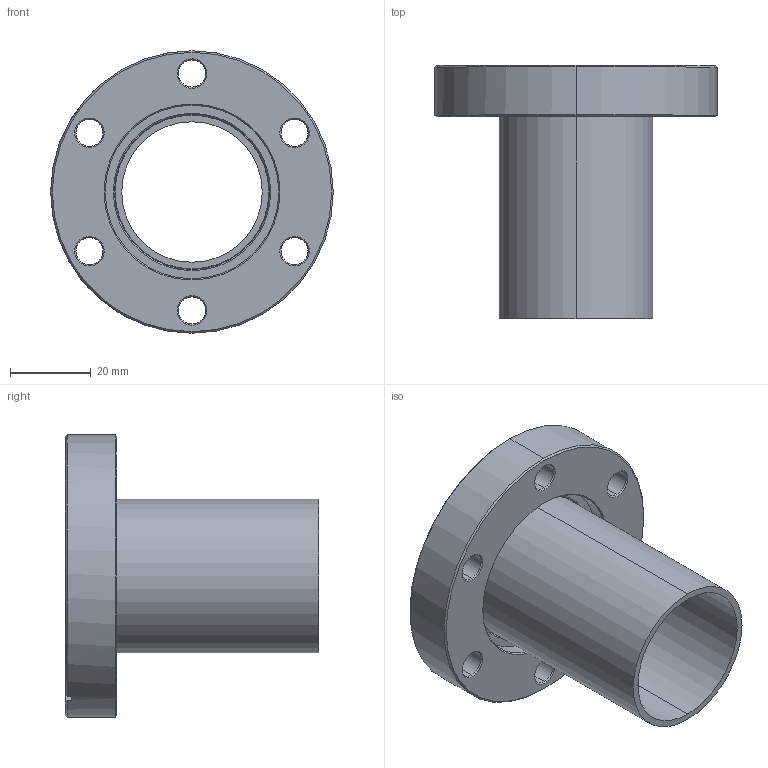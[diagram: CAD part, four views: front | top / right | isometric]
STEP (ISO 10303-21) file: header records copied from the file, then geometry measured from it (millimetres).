
FILE_DESCRIPTION (( 'STEP AP214' ), '1' );
FILE_NAME ('Hositrad_FO35-38R-HalfNipple.STEP', '2014-10-24T09:09:21', ( '' ), ( '' ), 'SwSTEP 2.0', 'SolidWorks 2014', '' );
FILE_SCHEMA (( 'AUTOMOTIVE_DESIGN' ));
Length unit declared in the file: millimetre
Products named in the file (3): Tube38.1-All_L62,7-5,3; NW35CFR-Weld-38.1; Hositrad_FO35-38R-HalfNipple
Assembly tree (2 placements, depth 2):
  Hositrad_FO35-38R-HalfNipple
    NW35CFR-Weld-38.1
    Tube38.1-All_L62,7-5,3
Bounding box: 70 x 62.7 x 70 mm (x, y, z)
Volume: 40861.7 mm3; surface area: 27654.8 mm2
Topology: 3 solids, 3 shells, 78 faces, 175 edges, 104 vertices
Faces by surface type: cone 39, cylinder 28, plane 11
Entity records: 2331 total; most frequent: DIRECTION 438, CARTESIAN_POINT 368, ORIENTED_EDGE 350, AXIS2_PLACEMENT_3D 182, EDGE_CURVE 175, VERTEX_POINT 104, CIRCLE 99, EDGE_LOOP 97
